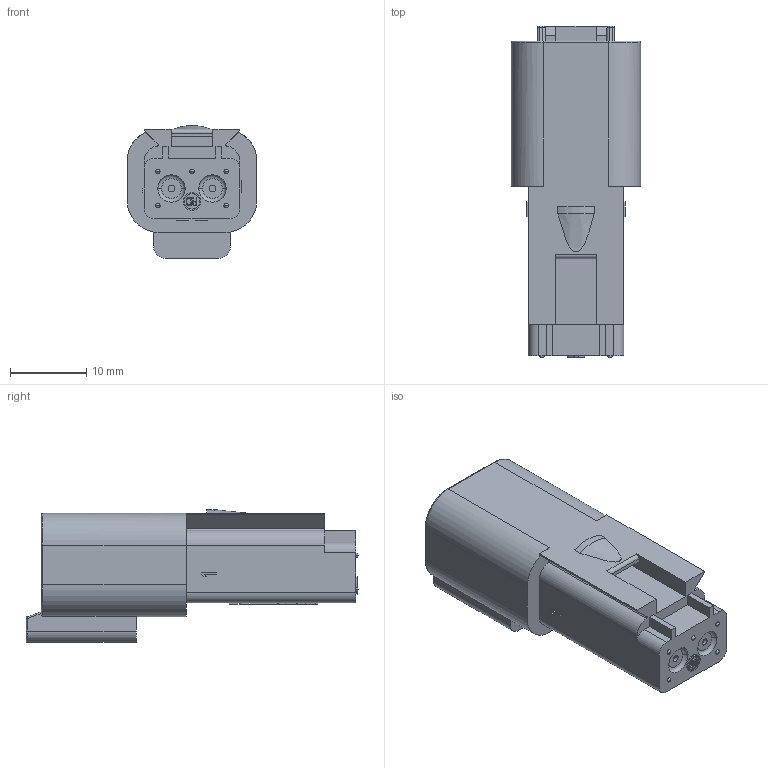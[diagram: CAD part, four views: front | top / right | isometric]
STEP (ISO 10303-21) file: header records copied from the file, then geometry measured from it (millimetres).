
FILE_DESCRIPTION((''),'2;1');
FILE_NAME('26-54223-02P','2016-04-19T',('Jony.xie'),(''),'PRO/ENGINEER BY PARAMETRIC TECHNOLOGY CORPORATION, 2013230','PRO/ENGINEER BY PARAMETRIC TECHNOLOGY CORPORATION, 2013230','');
FILE_SCHEMA(('CONFIG_CONTROL_DESIGN'));
Length unit declared in the file: millimetre
Products named in the file (1): 26-54223-02P
Bounding box: 17.05 x 43.68 x 17.48 mm (x, y, z)
Volume: 4082 mm3; surface area: 3905.4 mm2
Topology: 1 solids, 1 shells, 529 faces, 1433 edges, 936 vertices
Faces by surface type: plane 446, cylinder 48, torus 14, sphere 12, cone 5, bspline 4
Entity records: 16625 total; most frequent: CARTESIAN_POINT 3266, ORIENTED_EDGE 2846, DIRECTION 2573, EDGE_CURVE 1423, VECTOR 1267, LINE 1267, VERTEX_POINT 936, AXIS2_PLACEMENT_3D 653
